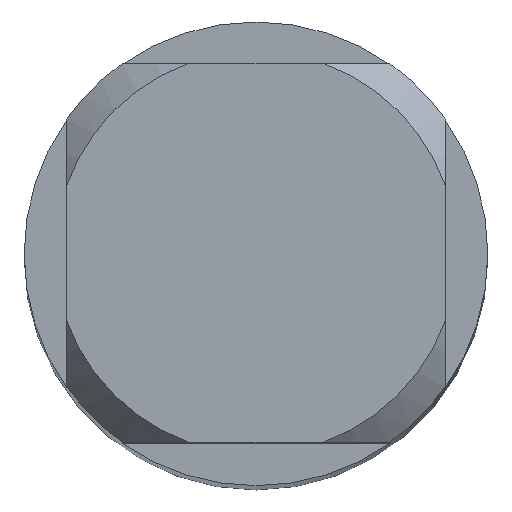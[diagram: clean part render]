
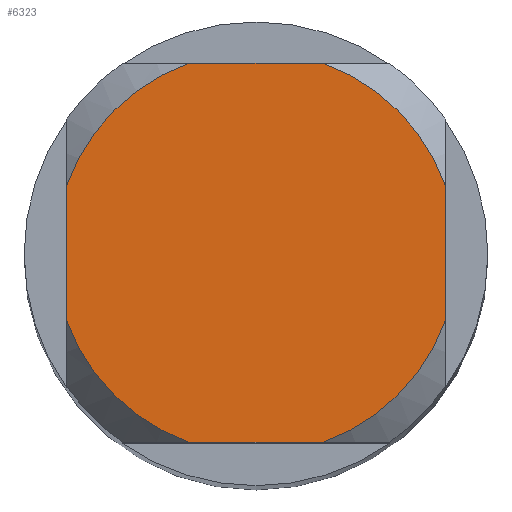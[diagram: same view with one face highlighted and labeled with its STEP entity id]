
A CAD part, top view. The second image highlights one B-rep face of the part: STEP entity #6323.
In plain terms, the highlighted planar face has unit normal (0, 0, 1).
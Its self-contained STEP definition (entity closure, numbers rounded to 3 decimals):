
#2645=VERTEX_POINT('',#7355);
#2751=VERTEX_POINT('',#7470);
#3255=EDGE_CURVE('',#4753,#2751,#8034,.T.);
#3441=EDGE_CURVE('',#4705,#5159,#8233,.T.);
#4265=EDGE_CURVE('',#4753,#4281,#9124,.T.);
#4281=VERTEX_POINT('',#9141);
#4705=VERTEX_POINT('',#9602);
#4753=VERTEX_POINT('',#9653);
#4831=EDGE_CURVE('',#6147,#4281,#9736,.T.);
#5159=VERTEX_POINT('',#10098);
#5263=EDGE_CURVE('',#2645,#5159,#10211,.T.);
#5713=VERTEX_POINT('',#10697);
#6083=EDGE_CURVE('',#6147,#5713,#11096,.T.);
#6147=VERTEX_POINT('',#11164);
#6323=ADVANCED_FACE('',(#11355),#11356,.T.);
#6601=EDGE_CURVE('',#4705,#2751,#11660,.T.);
#6811=EDGE_CURVE('',#2645,#5713,#11899,.T.);
#7355=CARTESIAN_POINT('',(-2.45,0.87,0.0));
#7470=CARTESIAN_POINT('',(2.45,0.87,0.0));
#8034=LINE('',#13919,#13920);
#8233=LINE('',#14229,#14230);
#9124=CIRCLE('',#15739,2.6);
#9141=CARTESIAN_POINT('',(0.87,-2.45,0.0));
#9602=CARTESIAN_POINT('',(0.87,2.45,0.0));
#9653=CARTESIAN_POINT('',(2.45,-0.87,0.0));
#9736=LINE('',#16735,#16736);
#10098=CARTESIAN_POINT('',(-0.87,2.45,0.0));
#10211=CIRCLE('',#17475,2.6);
#10697=CARTESIAN_POINT('',(-2.45,-0.87,0.0));
#11096=CIRCLE('',#18916,2.6);
#11164=CARTESIAN_POINT('',(-0.87,-2.45,0.0));
#11355=FACE_OUTER_BOUND('',#19387,.T.);
#11356=PLANE('',#19388);
#11660=CIRCLE('',#19873,2.6);
#11899=LINE('',#20248,#20249);
#13919=CARTESIAN_POINT('',(2.45,0.65,0.0));
#13920=VECTOR('',#21768,1.0);
#14229=CARTESIAN_POINT('',(0.0,2.45,0.0));
#14230=VECTOR('',#21975,1.0);
#15739=AXIS2_PLACEMENT_3D('',#22871,#22872,#22873);
#16735=CARTESIAN_POINT('',(0.0,-2.45,0.0));
#16736=VECTOR('',#23631,1.0);
#17475=AXIS2_PLACEMENT_3D('',#24320,#24321,#24322);
#18916=AXIS2_PLACEMENT_3D('',#25197,#25198,#25199);
#19387=EDGE_LOOP('',(#25453,#25454,#25455,#25456,#25457,#25458,#25459,#25460));
#19388=AXIS2_PLACEMENT_3D('',#25461,#25462,#25463);
#19873=AXIS2_PLACEMENT_3D('',#25785,#25786,#25787);
#20248=CARTESIAN_POINT('',(-2.45,0.65,0.0));
#20249=VECTOR('',#26266,1.0);
#21768=DIRECTION('',(-0.0,1.0,0.0));
#21975=DIRECTION('',(-1.0,0.0,0.0));
#22871=CARTESIAN_POINT('',(0.0,0.0,0.0));
#22872=DIRECTION('',(0.0,0.0,-1.0));
#22873=DIRECTION('',(0.0,1.0,0.0));
#23631=DIRECTION('',(1.0,0.0,0.0));
#24320=CARTESIAN_POINT('',(0.0,0.0,0.0));
#24321=DIRECTION('',(0.0,0.0,-1.0));
#24322=DIRECTION('',(0.0,1.0,0.0));
#25197=CARTESIAN_POINT('',(0.0,0.0,0.0));
#25198=DIRECTION('',(0.0,0.0,-1.0));
#25199=DIRECTION('',(0.0,1.0,0.0));
#25453=ORIENTED_EDGE('',*,*,#6811,.T.);
#25454=ORIENTED_EDGE('',*,*,#6083,.F.);
#25455=ORIENTED_EDGE('',*,*,#4831,.T.);
#25456=ORIENTED_EDGE('',*,*,#4265,.F.);
#25457=ORIENTED_EDGE('',*,*,#3255,.T.);
#25458=ORIENTED_EDGE('',*,*,#6601,.F.);
#25459=ORIENTED_EDGE('',*,*,#3441,.T.);
#25460=ORIENTED_EDGE('',*,*,#5263,.F.);
#25461=CARTESIAN_POINT('',(0.0,1.3,0.0));
#25462=DIRECTION('',(-0.0,0.0,1.0));
#25463=DIRECTION('',(0.0,-1.0,0.0));
#25785=CARTESIAN_POINT('',(0.0,0.0,0.0));
#25786=DIRECTION('',(0.0,0.0,-1.0));
#25787=DIRECTION('',(0.0,1.0,0.0));
#26266=DIRECTION('',(-0.0,-1.0,0.0));
